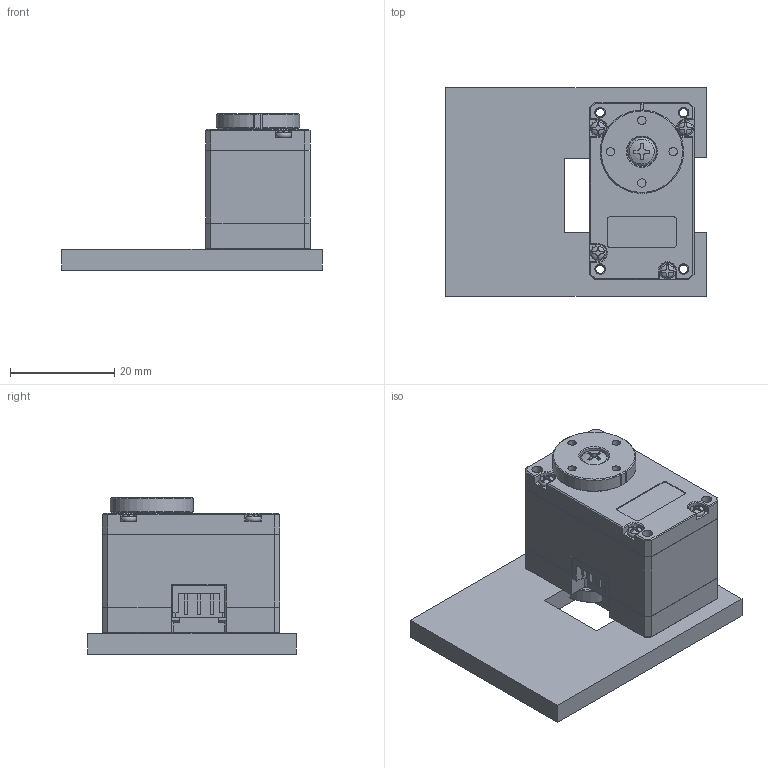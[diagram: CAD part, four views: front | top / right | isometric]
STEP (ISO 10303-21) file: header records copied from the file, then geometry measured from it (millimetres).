
FILE_DESCRIPTION(/* description */ (''),/* implementation_level */ '2;1');
FILE_NAME(/* name */ 'Leader simple base v1.step',/* time_stamp */ '2024-03-23T09:16:59-07:00',/* author */ (''),/* organization */ (''),/* preprocessor_version */ 'ST-DEVELOPER v20',/* originating_system */ 'Autodesk Translation Framework v12.20.1.177',/* authorisation */ '');
FILE_SCHEMA (('AUTOMOTIVE_DESIGN { 1 0 10303 214 3 1 1 }'));
Length unit declared in the file: millimetre
Products named in the file (13): Leader simple base; base; XL,XC-330; DC15_A01_CASE_M_DUMMY; DC15_A01_CASE_F_DUMMY; DC15_A01_CASE_B_DUMMY; DC15_A01_HORN_DUMMY; DC15_A01_LED_CAP2_DUMMY; PHS_1_7X20_5_DC10; DC15_A01_HORN_IDLE2_DUMMY; DC15_A01_IDLE_CAP_DUMMY; BTS2_M2_6X8; B3B-EH
Assembly tree (17 placements, depth 3):
  Leader simple base
    base
    XL,XC-330
      DC15_A01_CASE_M_DUMMY
      DC15_A01_CASE_F_DUMMY
      DC15_A01_CASE_B_DUMMY
      DC15_A01_HORN_DUMMY
      DC15_A01_LED_CAP2_DUMMY
      PHS_1_7X20_5_DC10  x4
      BTS2_M2_6X8  x2
      DC15_A01_HORN_IDLE2_DUMMY
      DC15_A01_IDLE_CAP_DUMMY
      B3B-EH  x2
Bounding box: 50 x 40 x 30 mm (x, y, z)
Volume: 22547.9 mm3; surface area: 15682.6 mm2
Topology: 16 solids, 22 shells, 661 faces, 1672 edges, 1092 vertices
Faces by surface type: plane 466, cylinder 145, cone 34, torus 10, sphere 6
Full cylindrical faces by diameter (mm): 1.4 x12, 1.6 x16, 1.7 x4, 1.8 x4, 2 x12, 2.15 x2, 2.2 x2, 2.6 x2, 2.8 x1, 4.8 x1, 5 x4, 5.2 x1, 5.6 x2, 6 x1, 6.5 x1, 6.7 x1, 6.8 x1, 7.2 x1, 7.8 x1, 10 x2, 14 x2, 16 x1
Entity records: 15490 total; most frequent: CARTESIAN_POINT 2699, DIRECTION 2587, ORIENTED_EDGE 2520, EDGE_CURVE 1262, LINE 959, VECTOR 959, VERTEX_POINT 819, AXIS2_PLACEMENT_3D 814
